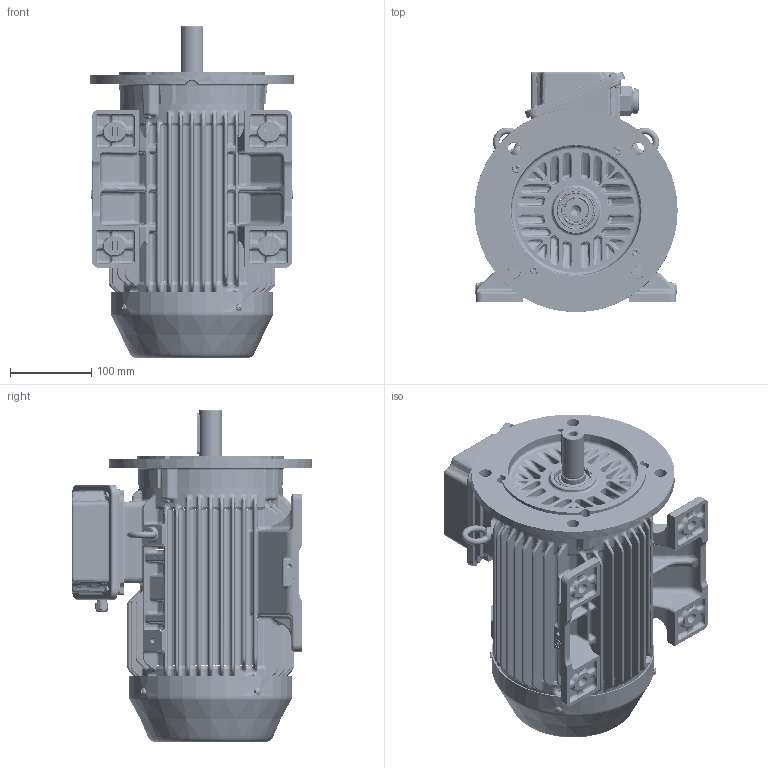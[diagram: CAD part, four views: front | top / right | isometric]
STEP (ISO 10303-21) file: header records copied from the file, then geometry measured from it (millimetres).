
FILE_DESCRIPTION(/* description */ (''),/* implementation_level */ '2;1');
FILE_NAME(/* name */ '6521761xx.stp',/* time_stamp */ '2021-03-30T11:29:23+03:00',/* author */ (''),/* organization */ (''),/* preprocessor_version */ 'ST-DEVELOPER v16',/* originating_system */ 'SIEMENS PLM Software NX 11.0',/* authorisation */ '');
FILE_SCHEMA (('AUTOMOTIVE_DESIGN { 1 0 10303 214 3 1 1 1 }'));
Products named in the file (1): 26000A30F4D8romj
Bounding box: 250 x 295.48 x 408 mm (x, y, z)
Surface area: 751697.5 mm2 (no closed solid volume)
Topology: 0 solids, 104 shells, 5106 faces, 14712 edges, 9111 vertices
Faces by surface type: bspline 1932, cylinder 1330, plane 911, torus 428, cone 332, sphere 173
Full cylindrical faces by diameter (mm): 2.5 x2, 4.2 x2, 5 x7, 6.5 x1, 6.6 x1, 6.8 x2, 8 x4, 8.5 x1, 8.65 x4, 10 x5, 10.5 x1, 11 x4, 14.7 x1, 20 x2, 27.336 x1, 28 x1, 30 x1, 31.6 x4, 34 x1, 43.4 x1, 43.6 x1, 46 x1, 177 x1, 197 x1, 200 x1, 250 x1
Entity records: 213711 total; most frequent: CARTESIAN_POINT 94908, ORIENTED_EDGE 24597, DIRECTION 22336, EDGE_CURVE 14264, AXIS2_PLACEMENT_3D 9223, VERTEX_POINT 9062, EDGE_LOOP 5526, ADVANCED_FACE 5106
